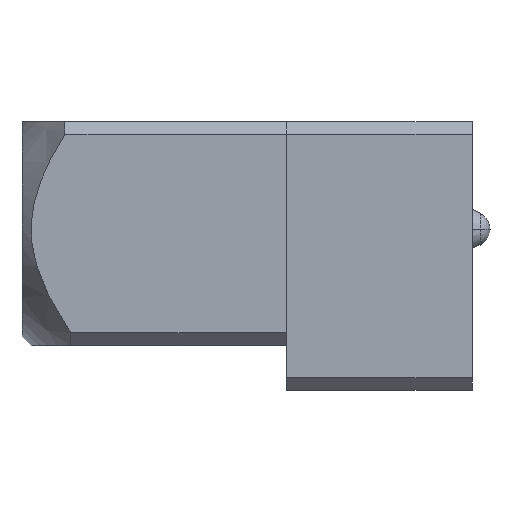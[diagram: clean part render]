
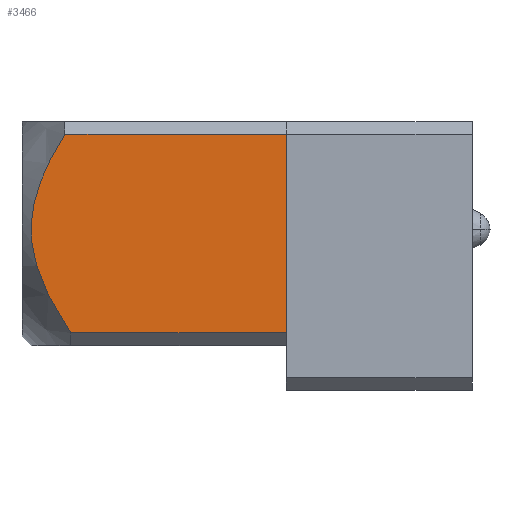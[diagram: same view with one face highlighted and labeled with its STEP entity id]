
A CAD part, left-side view. The second image highlights one B-rep face of the part: STEP entity #3466.
In plain terms, the highlighted planar face has unit normal (-1, 0, 0).
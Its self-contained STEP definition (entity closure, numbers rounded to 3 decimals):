
#33=DIRECTION('',(0.,0.,-1.));
#34=VECTOR('',#33,11.12);
#35=CARTESIAN_POINT('',(-6.524,0.024,6.815));
#36=LINE('',#35,#34);
#349=DIRECTION('',(0.,1.,0.));
#350=VECTOR('',#349,12.395);
#351=CARTESIAN_POINT('',(-6.524,0.024,6.815));
#352=LINE('',#351,#350);
#353=CARTESIAN_POINT('',(-6.524,12.101,-4.305));
#354=CARTESIAN_POINT('',(-6.524,12.141,-4.245));
#355=CARTESIAN_POINT('',(-6.524,12.218,-4.128));
#356=CARTESIAN_POINT('',(-6.524,12.329,-3.956));
#357=CARTESIAN_POINT('',(-6.524,12.435,-3.79));
#358=CARTESIAN_POINT('',(-6.524,12.537,-3.627));
#359=CARTESIAN_POINT('',(-6.524,12.634,-3.469));
#360=CARTESIAN_POINT('',(-6.524,12.726,-3.314));
#361=CARTESIAN_POINT('',(-6.524,12.815,-3.163));
#362=CARTESIAN_POINT('',(-6.524,12.9,-3.015));
#363=CARTESIAN_POINT('',(-6.524,12.982,-2.87));
#364=CARTESIAN_POINT('',(-6.524,13.06,-2.728));
#365=CARTESIAN_POINT('',(-6.524,13.135,-2.588));
#366=CARTESIAN_POINT('',(-6.524,13.207,-2.451));
#367=CARTESIAN_POINT('',(-6.524,13.276,-2.317));
#368=CARTESIAN_POINT('',(-6.524,13.342,-2.184));
#369=CARTESIAN_POINT('',(-6.524,13.405,-2.054));
#370=CARTESIAN_POINT('',(-6.524,13.466,-1.925));
#371=CARTESIAN_POINT('',(-6.524,13.524,-1.798));
#372=CARTESIAN_POINT('',(-6.524,13.58,-1.673));
#373=CARTESIAN_POINT('',(-6.524,13.633,-1.549));
#374=CARTESIAN_POINT('',(-6.524,13.684,-1.427));
#375=CARTESIAN_POINT('',(-6.524,13.733,-1.305));
#376=CARTESIAN_POINT('',(-6.524,13.779,-1.186));
#377=CARTESIAN_POINT('',(-6.524,13.823,-1.067));
#378=CARTESIAN_POINT('',(-6.524,13.866,-0.949));
#379=CARTESIAN_POINT('',(-6.524,13.906,-0.832));
#380=CARTESIAN_POINT('',(-6.524,13.944,-0.716));
#381=CARTESIAN_POINT('',(-6.524,13.98,-0.601));
#382=CARTESIAN_POINT('',(-6.524,14.015,-0.486));
#383=CARTESIAN_POINT('',(-6.524,14.047,-0.373));
#384=CARTESIAN_POINT('',(-6.524,14.077,-0.259));
#385=CARTESIAN_POINT('',(-6.524,14.106,-0.147));
#386=CARTESIAN_POINT('',(-6.524,14.132,-0.034));
#387=CARTESIAN_POINT('',(-6.524,14.157,0.077));
#388=CARTESIAN_POINT('',(-6.524,14.18,0.189));
#389=CARTESIAN_POINT('',(-6.524,14.201,0.3));
#390=CARTESIAN_POINT('',(-6.524,14.22,0.411));
#391=CARTESIAN_POINT('',(-6.524,14.237,0.521));
#392=CARTESIAN_POINT('',(-6.524,14.253,0.631));
#393=CARTESIAN_POINT('',(-6.524,14.266,0.741));
#394=CARTESIAN_POINT('',(-6.524,14.278,0.851));
#395=CARTESIAN_POINT('',(-6.524,14.288,0.961));
#396=CARTESIAN_POINT('',(-6.524,14.296,1.071));
#397=CARTESIAN_POINT('',(-6.524,14.302,1.18));
#398=CARTESIAN_POINT('',(-6.524,14.307,1.289));
#399=CARTESIAN_POINT('',(-6.524,14.309,1.399));
#400=CARTESIAN_POINT('',(-6.524,14.31,1.508));
#401=CARTESIAN_POINT('',(-6.524,14.309,1.618));
#402=CARTESIAN_POINT('',(-6.524,14.306,1.727));
#403=CARTESIAN_POINT('',(-6.524,14.302,1.836));
#404=CARTESIAN_POINT('',(-6.524,14.295,1.946));
#405=CARTESIAN_POINT('',(-6.524,14.287,2.055));
#406=CARTESIAN_POINT('',(-6.524,14.276,2.165));
#407=CARTESIAN_POINT('',(-6.524,14.264,2.275));
#408=CARTESIAN_POINT('',(-6.524,14.25,2.385));
#409=CARTESIAN_POINT('',(-6.524,14.235,2.495));
#410=CARTESIAN_POINT('',(-6.524,14.217,2.606));
#411=CARTESIAN_POINT('',(-6.524,14.198,2.717));
#412=CARTESIAN_POINT('',(-6.524,14.176,2.828));
#413=CARTESIAN_POINT('',(-6.524,14.153,2.939));
#414=CARTESIAN_POINT('',(-6.524,14.128,3.051));
#415=CARTESIAN_POINT('',(-6.524,14.102,3.163));
#416=CARTESIAN_POINT('',(-6.524,14.073,3.276));
#417=CARTESIAN_POINT('',(-6.524,14.042,3.39));
#418=CARTESIAN_POINT('',(-6.524,14.01,3.503));
#419=CARTESIAN_POINT('',(-6.524,13.975,3.618));
#420=CARTESIAN_POINT('',(-6.524,13.939,3.733));
#421=CARTESIAN_POINT('',(-6.524,13.9,3.85));
#422=CARTESIAN_POINT('',(-6.524,13.86,3.967));
#423=CARTESIAN_POINT('',(-6.524,13.817,4.084));
#424=CARTESIAN_POINT('',(-6.524,13.772,4.203));
#425=CARTESIAN_POINT('',(-6.524,13.725,4.324));
#426=CARTESIAN_POINT('',(-6.524,13.676,4.445));
#427=CARTESIAN_POINT('',(-6.524,13.625,4.567));
#428=CARTESIAN_POINT('',(-6.524,13.571,4.691));
#429=CARTESIAN_POINT('',(-6.524,13.515,4.817));
#430=CARTESIAN_POINT('',(-6.524,13.457,4.944));
#431=CARTESIAN_POINT('',(-6.524,13.396,5.073));
#432=CARTESIAN_POINT('',(-6.524,13.332,5.204));
#433=CARTESIAN_POINT('',(-6.524,13.266,5.337));
#434=CARTESIAN_POINT('',(-6.524,13.196,5.472));
#435=CARTESIAN_POINT('',(-6.524,13.124,5.609));
#436=CARTESIAN_POINT('',(-6.524,13.049,5.749));
#437=CARTESIAN_POINT('',(-6.524,12.97,5.891));
#438=CARTESIAN_POINT('',(-6.524,12.888,6.037));
#439=CARTESIAN_POINT('',(-6.524,12.802,6.185));
#440=CARTESIAN_POINT('',(-6.524,12.713,6.337));
#441=CARTESIAN_POINT('',(-6.524,12.619,6.492));
#442=CARTESIAN_POINT('',(-6.524,12.522,6.651));
#443=CARTESIAN_POINT('',(-6.524,12.454,6.76));
#444=CARTESIAN_POINT('',(-6.524,12.419,6.815));
#458=DIRECTION('',(0.,1.,0.));
#459=VECTOR('',#458,12.077);
#460=CARTESIAN_POINT('',(-6.524,0.024,-4.305));
#461=LINE('',#460,#459);
#2811=CARTESIAN_POINT('',(-6.524,0.024,6.815));
#2813=VERTEX_POINT('',#2811);
#2814=CARTESIAN_POINT('',(-6.524,0.024,-4.305));
#2816=VERTEX_POINT('',#2814);
#2830=VERTEX_POINT('',#353);
#2831=VERTEX_POINT('',#444);
#3454=CARTESIAN_POINT('',(-6.524,14.8,-4.995));
#3455=DIRECTION('',(-1.,0.,0.));
#3456=DIRECTION('',(0.,0.,1.));
#3457=AXIS2_PLACEMENT_3D('',#3454,#3455,#3456);
#3458=PLANE('',#3457);
#3459=ORIENTED_EDGE('',*,*,#3428,.T.);
#3460=ORIENTED_EDGE('',*,*,#3449,.F.);
#3461=ORIENTED_EDGE('',*,*,#3322,.T.);
#3463=ORIENTED_EDGE('',*,*,#3462,.T.);
#3464=EDGE_LOOP('',(#3459,#3460,#3461,#3463));
#3465=FACE_OUTER_BOUND('',#3464,.F.);
#3466=ADVANCED_FACE('',(#3465),#3458,.T.);
#445=B_SPLINE_CURVE_WITH_KNOTS('',3,(#353,#354,#355,#356,#357,#358,#359,#360,
#361,#362,#363,#364,#365,#366,#367,#368,#369,#370,#371,#372,#373,#374,#375,#376,
#377,#378,#379,#380,#381,#382,#383,#384,#385,#386,#387,#388,#389,#390,#391,#392,
#393,#394,#395,#396,#397,#398,#399,#400,#401,#402,#403,#404,#405,#406,#407,#408,
#409,#410,#411,#412,#413,#414,#415,#416,#417,#418,#419,#420,#421,#422,#423,#424,
#425,#426,#427,#428,#429,#430,#431,#432,#433,#434,#435,#436,#437,#438,#439,#440,
#441,#442,#443,#444),.UNSPECIFIED.,.F.,.F.,(4,1,1,1,1,1,1,1,1,1,1,1,1,1,1,1,1,1,
1,1,1,1,1,1,1,1,1,1,1,1,1,1,1,1,1,1,1,1,1,1,1,1,1,1,1,1,1,1,1,1,1,1,1,1,1,1,1,1,
1,1,1,1,1,1,1,1,1,1,1,1,1,1,1,1,1,1,1,1,1,1,1,1,1,1,1,1,1,1,1,4),(0.,
0.011,0.022,0.034,0.045,
0.056,0.067,0.079,0.09,
0.101,0.112,0.124,0.135,
0.146,0.157,0.169,0.18,
0.191,0.202,0.213,0.225,
0.236,0.247,0.258,0.27,
0.281,0.292,0.303,0.315,
0.326,0.337,0.348,0.36,
0.371,0.382,0.393,0.404,
0.416,0.427,0.438,0.449,
0.461,0.472,0.483,0.494,
0.506,0.517,0.528,0.539,
0.551,0.562,0.573,0.584,
0.596,0.607,0.618,0.629,
0.64,0.652,0.663,0.674,
0.685,0.697,0.708,0.719,
0.73,0.742,0.753,0.764,
0.775,0.787,0.798,0.809,
0.82,0.831,0.843,0.854,
0.865,0.876,0.888,0.899,
0.91,0.921,0.933,0.944,
0.955,0.966,0.978,0.989,1.),
.UNSPECIFIED.);
#3322=EDGE_CURVE('',#2813,#2816,#36,.T.);
#3428=EDGE_CURVE('',#2830,#2831,#445,.T.);
#3449=EDGE_CURVE('',#2813,#2831,#352,.T.);
#3462=EDGE_CURVE('',#2816,#2830,#461,.T.);
